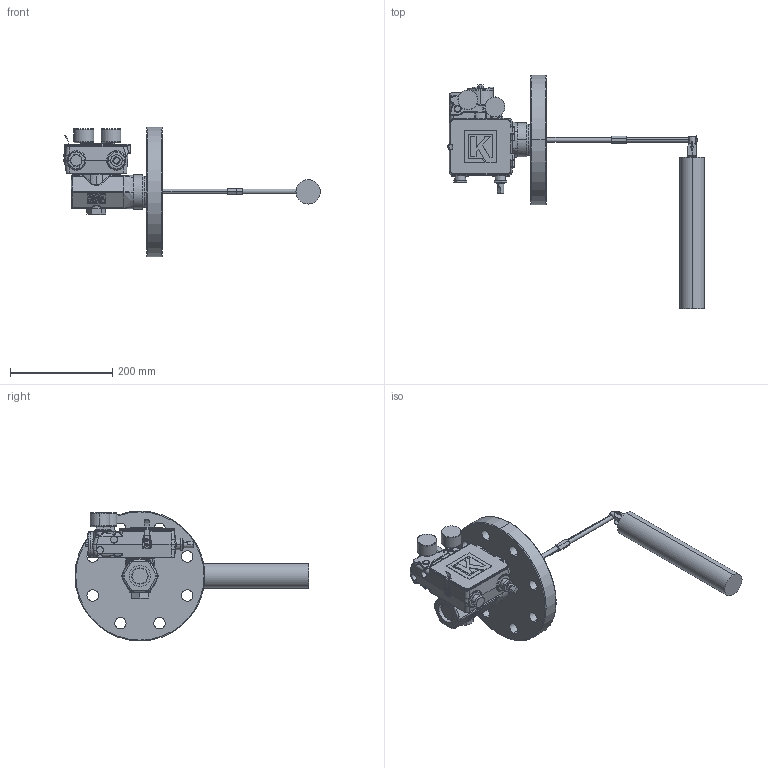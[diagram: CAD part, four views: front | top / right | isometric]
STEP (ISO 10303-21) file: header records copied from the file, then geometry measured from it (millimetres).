
FILE_DESCRIPTION (( 'STEP AP214' ), '1' );
FILE_NAME ('FPL4BRL1AS-LDN.STEP', '2025-05-19T20:00:28', ( '' ), ( '' ), 'SwSTEP 2.0', 'SolidWorks 2024', '' );
FILE_SCHEMA (( 'AUTOMOTIVE_DESIGN' ));
Length unit declared in the file: inch
Products named in the file (1): FPL4BRL1AS-LDN
Bounding box: 501.82 x 457.66 x 254 mm (x, y, z)
Volume: 3202551.1 mm3; surface area: 400468.8 mm2
Topology: 27 solids, 27 shells, 2283 faces, 5538 edges, 3362 vertices
Faces by surface type: plane 830, bspline 521, cylinder 502, cone 251, torus 126, sphere 53
Entity records: 122066 total; most frequent: CARTESIAN_POINT 73221, ORIENTED_EDGE 10994, DIRECTION 8807, EDGE_CURVE 5497, VERTEX_POINT 3357, AXIS2_PLACEMENT_3D 3190, VECTOR 2427, LINE 2427
